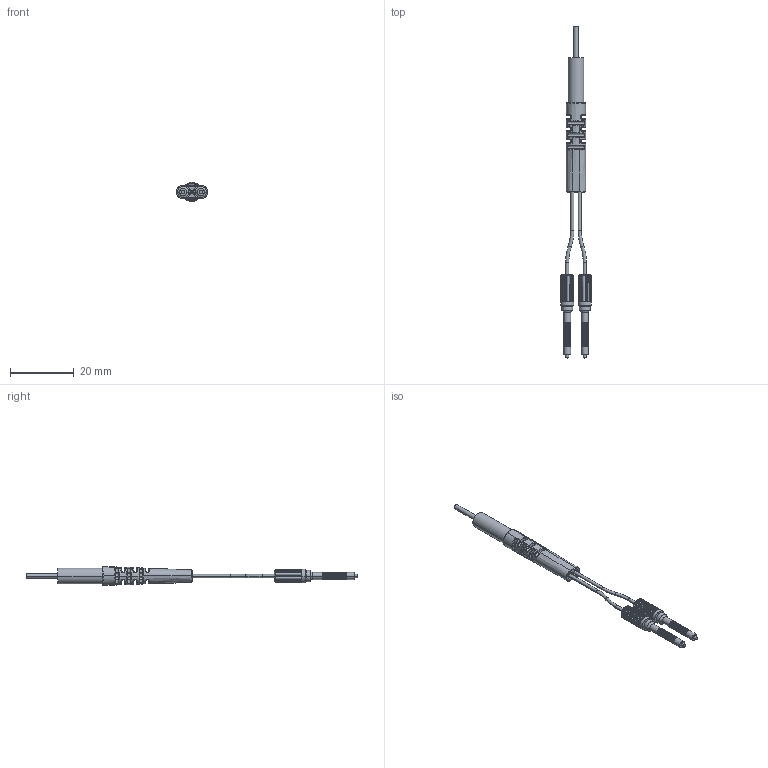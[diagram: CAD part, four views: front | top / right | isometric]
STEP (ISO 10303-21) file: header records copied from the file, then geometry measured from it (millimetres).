
FILE_DESCRIPTION((''),'2;1');
FILE_NAME('PRS5Y10-IQ_ASM','2020-06-05T15:56:25',('Administrator'),(''),'CREO PARAMETRIC BY PTC INC, 2018400','CREO PARAMETRIC BY PTC INC, 2018400','');
FILE_SCHEMA(('AUTOMOTIVE_DESIGN { 1 0 10303 214 1 1 1 1 }'));
Length unit declared in the file: millimetre
Products named in the file (7): 5MM-17__; PRM6__; 10XXX___; JW22_10___; 10XIAN___ASM; 15-8_; PRS5Y10-IQ_ASM
Assembly tree (7 placements, depth 3):
  PRS5Y10-IQ_ASM
    5MM-17__
    PRM6__
    10XIAN___ASM
      10XXX___
      JW22_10___  x2
    15-8_
Bounding box: 9.7 x 104 x 5.98 mm (x, y, z)
Volume: 1023.5 mm3; surface area: 2869.2 mm2
Topology: 7 solids, 7 shells, 1000 faces, 2414 edges, 1436 vertices
Faces by surface type: cylinder 408, plane 248, torus 160, bspline 130, extrusion 46, cone 8
Entity records: 29432 total; most frequent: CARTESIAN_POINT 13275, ORIENTED_EDGE 3056, DIRECTION 2815, EDGE_CURVE 1528, AXIS2_PLACEMENT_3D 1235, VERTEX_POINT 914, CIRCLE 762, EDGE_LOOP 658
